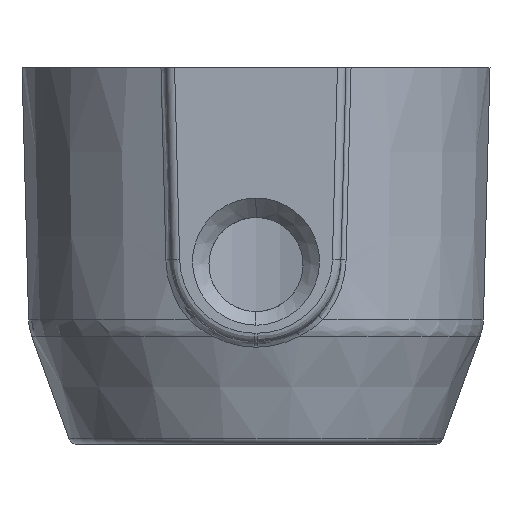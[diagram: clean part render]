
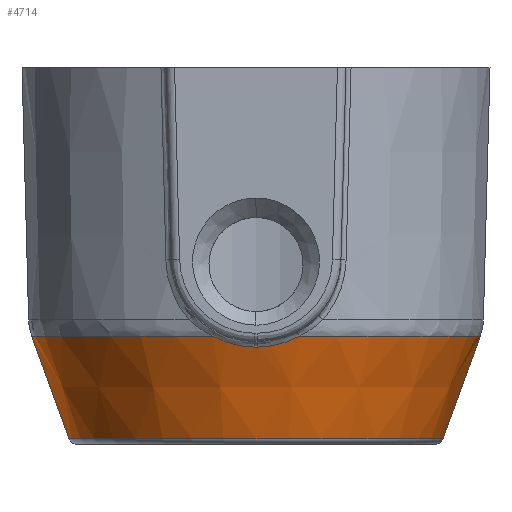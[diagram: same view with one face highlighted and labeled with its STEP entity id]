
A CAD part, front view. The second image highlights one B-rep face of the part: STEP entity #4714.
In plain terms, the highlighted conical face has half-angle 20 degrees and reference radius 13 mm.
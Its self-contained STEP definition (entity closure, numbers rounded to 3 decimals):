
#80 = ORIENTED_EDGE ( 'NONE', *, *, #2040, .T. ) ;
#175 = CARTESIAN_POINT ( 'NONE',  ( 1.14, -12.872, -0.218 ) ) ;
#282 = CIRCLE ( 'NONE', #2320, 12.88 ) ;
#374 = VERTEX_POINT ( 'NONE', #3373 ) ;
#391 = ORIENTED_EDGE ( 'NONE', *, *, #4749, .T. ) ;
#560 = CARTESIAN_POINT ( 'NONE',  ( 0., 0., 0. ) ) ;
#595 = EDGE_CURVE ( 'NONE', #815, #5642, #282, .T. ) ;
#649 = CARTESIAN_POINT ( 'NONE',  ( 0.282, -12.879, -0.329 ) ) ;
#672 = CARTESIAN_POINT ( 'NONE',  ( 0.065, -12.88, -0.329 ) ) ;
#735 = CARTESIAN_POINT ( 'NONE',  ( -0.065, -12.88, -0.329 ) ) ;
#798 = EDGE_CURVE ( 'NONE', #3574, #5959, #955, .T. ) ;
#815 = VERTEX_POINT ( 'NONE', #4268 ) ;
#883 = ORIENTED_EDGE ( 'NONE', *, *, #1084, .T. ) ;
#955 = LINE ( 'NONE', #4781, #2072 ) ;
#978 = DIRECTION ( 'NONE',  ( 0., 0., -1. ) ) ;
#1026 = DIRECTION ( 'NONE',  ( 0., 0., 1. ) ) ;
#1034 = DIRECTION ( 'NONE',  ( 0.342, 0., 0.94 ) ) ;
#1084 = EDGE_CURVE ( 'NONE', #5642, #6151, #5342, .T. ) ;
#1094 = DIRECTION ( 'NONE',  ( 0., 0., 1. ) ) ;
#1517 = ORIENTED_EDGE ( 'NONE', *, *, #2914, .T. ) ;
#1672 = CARTESIAN_POINT ( 'NONE',  ( -0.065, -12.88, -0.329 ) ) ;
#1824 = DIRECTION ( 'NONE',  ( 0., 0., -1. ) ) ;
#2040 = EDGE_CURVE ( 'NONE', #6151, #5959, #2816, .T. ) ;
#2072 = VECTOR ( 'NONE', #4764, 1000. ) ;
#2140 = CARTESIAN_POINT ( 'NONE',  ( -1.75, -12.867, -0.044 ) ) ;
#2152 = CARTESIAN_POINT ( 'NONE',  ( 1.761, -12.867, -0.054 ) ) ;
#2175 = CARTESIAN_POINT ( 'NONE',  ( 0., 0., 0.316 ) ) ;
#2276 = CARTESIAN_POINT ( 'NONE',  ( 2.158, -12.864, 0.105 ) ) ;
#2320 = AXIS2_PLACEMENT_3D ( 'NONE', #4657, #1824, #5127 ) ;
#2381 = ORIENTED_EDGE ( 'NONE', *, *, #4236, .T. ) ;
#2498 = AXIS2_PLACEMENT_3D ( 'NONE', #2175, #5497, #2656 ) ;
#2623 = CARTESIAN_POINT ( 'NONE',  ( 0., 0., 0.316 ) ) ;
#2624 = CARTESIAN_POINT ( 'NONE',  ( -2.152, -12.866, 0.118 ) ) ;
#2656 = DIRECTION ( 'NONE',  ( -1., 0., 0. ) ) ;
#2690 = VERTEX_POINT ( 'NONE', #4596 ) ;
#2816 = CIRCLE ( 'NONE', #3526, 13.115 ) ;
#2914 = EDGE_CURVE ( 'NONE', #4933, #815, #5772, .T. ) ;
#2980 = CARTESIAN_POINT ( 'NONE',  ( -13.115, 0., 0.316 ) ) ;
#3101 = CARTESIAN_POINT ( 'NONE',  ( -2.536, -12.867, 0.316 ) ) ;
#3373 = CARTESIAN_POINT ( 'NONE',  ( 13.115, 0., 0.316 ) ) ;
#3400 = CARTESIAN_POINT ( 'NONE',  ( 13., 0., 0. ) ) ;
#3493 = ORIENTED_EDGE ( 'NONE', *, *, #595, .T. ) ;
#3526 = AXIS2_PLACEMENT_3D ( 'NONE', #2623, #978, #5792 ) ;
#3561 = CARTESIAN_POINT ( 'NONE',  ( -0.923, -12.874, -0.274 ) ) ;
#3574 = VERTEX_POINT ( 'NONE', #5979 ) ;
#3669 = CARTESIAN_POINT ( 'NONE',  ( 2.536, -12.867, 0.316 ) ) ;
#3892 = DIRECTION ( 'NONE',  ( -1., 0., 0. ) ) ;
#3932 = CARTESIAN_POINT ( 'NONE',  ( 0., 0., -5.671 ) ) ;
#3977 = VECTOR ( 'NONE', #1034, 1000. ) ;
#4127 = LINE ( 'NONE', #3400, #3977 ) ;
#4236 = EDGE_CURVE ( 'NONE', #2690, #374, #4127, .T. ) ;
#4268 = CARTESIAN_POINT ( 'NONE',  ( 0.065, -12.88, -0.329 ) ) ;
#4408 = DIRECTION ( 'NONE',  ( 1., 0., 0. ) ) ;
#4411 = CIRCLE ( 'NONE', #2498, 13.115 ) ;
#4479 = CARTESIAN_POINT ( 'NONE',  ( -0.499, -12.878, -0.329 ) ) ;
#4523 = AXIS2_PLACEMENT_3D ( 'NONE', #560, #1026, #3892 ) ;
#4559 = CIRCLE ( 'NONE', #4841, 10.936 ) ;
#4596 = CARTESIAN_POINT ( 'NONE',  ( 10.936, 0., -5.671 ) ) ;
#4657 = CARTESIAN_POINT ( 'NONE',  ( 0., 0., -0.329 ) ) ;
#4714 = ADVANCED_FACE ( 'NONE', ( #4716 ), #5822, .T. ) ;
#4716 = FACE_OUTER_BOUND ( 'NONE', #6006, .T. ) ;
#4749 = EDGE_CURVE ( 'NONE', #3574, #2690, #4559, .T. ) ;
#4764 = DIRECTION ( 'NONE',  ( -0.342, 0., 0.94 ) ) ;
#4781 = CARTESIAN_POINT ( 'NONE',  ( -13., 0., 0. ) ) ;
#4798 = EDGE_CURVE ( 'NONE', #374, #4933, #4411, .T. ) ;
#4841 = AXIS2_PLACEMENT_3D ( 'NONE', #3932, #1094, #4408 ) ;
#4933 = VERTEX_POINT ( 'NONE', #3669 ) ;
#4979 = CARTESIAN_POINT ( 'NONE',  ( -1.545, -12.869, -0.112 ) ) ;
#5127 = DIRECTION ( 'NONE',  ( -1., 0., 0. ) ) ;
#5233 = ORIENTED_EDGE ( 'NONE', *, *, #798, .F. ) ;
#5342 = B_SPLINE_CURVE_WITH_KNOTS ( 'NONE', 3,
 ( #1672, #4479, #3561, #4979, #2140, #2624, #5933, #3101 ),
 .UNSPECIFIED., .F., .F.,
 ( 4, 2, 2, 4 ),
 ( 0., 0.001, 0.002, 0.003 ),
 .UNSPECIFIED. ) ;
#5497 = DIRECTION ( 'NONE',  ( 0., 0., -1. ) ) ;
#5642 = VERTEX_POINT ( 'NONE', #735 ) ;
#5772 = B_SPLINE_CURVE_WITH_KNOTS ( 'NONE', 3,
 ( #5900, #2276, #2152, #175, #5902, #5923, #649, #672 ),
 .UNSPECIFIED., .F., .F.,
 ( 4, 2, 2, 4 ),
 ( 0., 0.001, 0.002, 0.003 ),
 .UNSPECIFIED. ) ;
#5788 = ORIENTED_EDGE ( 'NONE', *, *, #4798, .T. ) ;
#5792 = DIRECTION ( 'NONE',  ( -1., 0., 0. ) ) ;
#5822 = CONICAL_SURFACE ( 'NONE', #4523, 13., 0.349 ) ;
#5900 = CARTESIAN_POINT ( 'NONE',  ( 2.536, -12.867, 0.316 ) ) ;
#5902 = CARTESIAN_POINT ( 'NONE',  ( 0.927, -12.874, -0.259 ) ) ;
#5923 = CARTESIAN_POINT ( 'NONE',  ( 0.498, -12.878, -0.315 ) ) ;
#5933 = CARTESIAN_POINT ( 'NONE',  ( -2.347, -12.866, 0.211 ) ) ;
#5959 = VERTEX_POINT ( 'NONE', #2980 ) ;
#5979 = CARTESIAN_POINT ( 'NONE',  ( -10.936, 0., -5.671 ) ) ;
#6006 = EDGE_LOOP ( 'NONE', ( #391, #2381, #5788, #1517, #3493, #883, #80, #5233 ) ) ;
#6066 = CARTESIAN_POINT ( 'NONE',  ( -2.536, -12.867, 0.316 ) ) ;
#6151 = VERTEX_POINT ( 'NONE', #6066 ) ;
